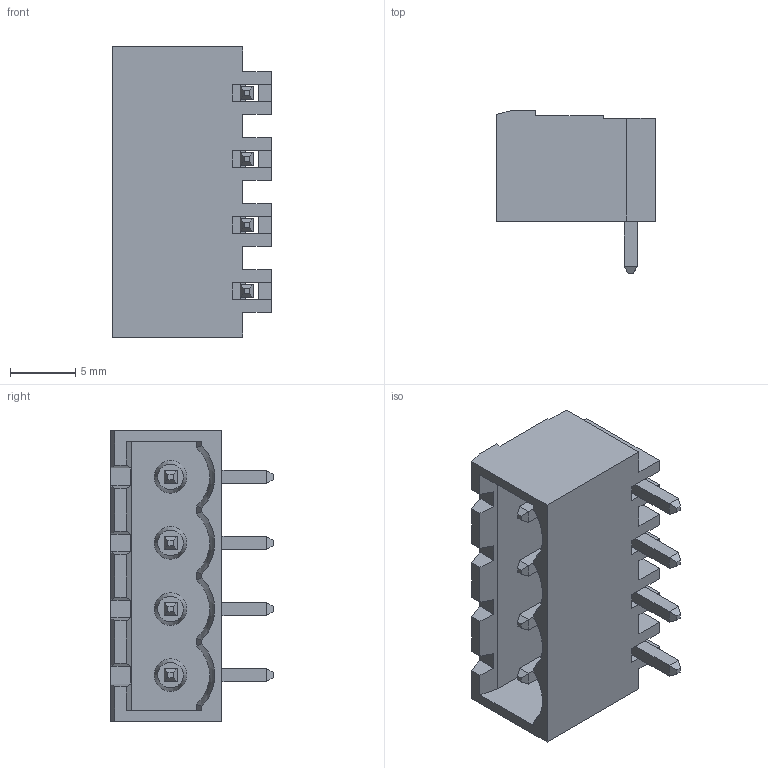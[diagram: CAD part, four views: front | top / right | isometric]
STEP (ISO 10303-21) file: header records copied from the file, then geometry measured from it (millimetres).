
FILE_DESCRIPTION( ( 'STEP AP214' ), '1' );
FILE_NAME( ' ', ' ', ( ' ' ), ( ' ' ), 'PSStep 11.0', 'VISI 17.0', ' ' );
FILE_SCHEMA( ( 'AUTOMOTIVE_DESIGN { 1 0 10303 214 1 1 1 1 }' ) );
Length unit declared in the file: millimetre
Products named in the file (1): 1
Bounding box: 12.2 x 12.5 x 22.32 mm (x, y, z)
Volume: 1034.1 mm3; surface area: 2003.2 mm2
Topology: 1 solids, 5 shells, 229 faces, 601 edges, 386 vertices
Faces by surface type: plane 213, cylinder 8, cone 8
Entity records: 8680 total; most frequent: CARTESIAN_POINT 1229, ORIENTED_EDGE 1186, DIRECTION 1073, EDGE_CURVE 593, LINE 557, VECTOR 557, VERTEX_POINT 382, AXIS2_PLACEMENT_3D 258
